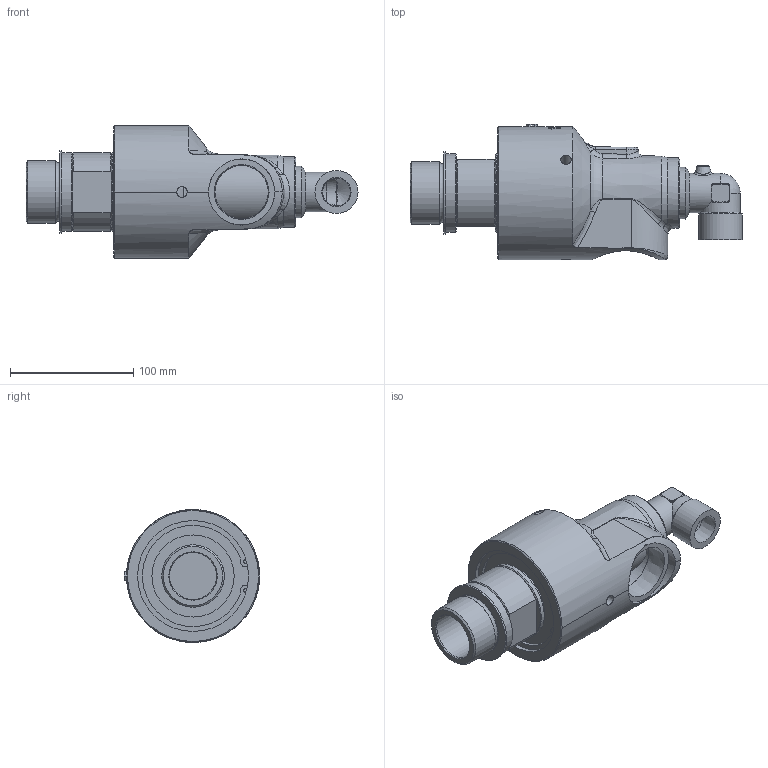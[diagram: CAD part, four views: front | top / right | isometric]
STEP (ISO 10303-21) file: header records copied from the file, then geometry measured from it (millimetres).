
FILE_DESCRIPTION(/* description */ (''),/* implementation_level */ '2;1');
FILE_NAME(/* name */ '557-050-396144-IC.stp',/* time_stamp */ '2020-05-20T15:43:03-05:00',/* author */ ('GALINDOLM'),/* organization */ (''),/* preprocessor_version */ 'ST-DEVELOPER v18',/* originating_system */ 'Autodesk Inventor 2020',/* authorisation */ '');
FILE_SCHEMA (('AUTOMOTIVE_DESIGN { 1 0 10303 214 3 1 1 }'));
Products named in the file (1): 557-050-396144-IC
Bounding box: 269.6 x 109.7 x 108 mm (x, y, z)
Volume: 955701.7 mm3; surface area: 114849.4 mm2
Topology: 1 solids, 2 shells, 553 faces, 1473 edges, 962 vertices
Faces by surface type: bspline 245, plane 162, cylinder 102, cone 31, torus 12, sphere 1
Full cylindrical faces by diameter (mm): 3.175 x2, 5.359 x1, 8.6 x3, 22.631 x1, 25.527 x1, 32 x1, 35 x1, 38.1 x1, 43.256 x1, 50.754 x1, 50.8 x1, 53.7 x1, 56.25 x1, 64 x2, 66.7 x1, 90.07 x1
Entity records: 68493 total; most frequent: CARTESIAN_POINT 55595, ORIENTED_EDGE 2924, DIRECTION 2116, EDGE_CURVE 1462, VERTEX_POINT 962, AXIS2_PLACEMENT_3D 794, EDGE_LOOP 604, FACE_OUTER_BOUND 553
